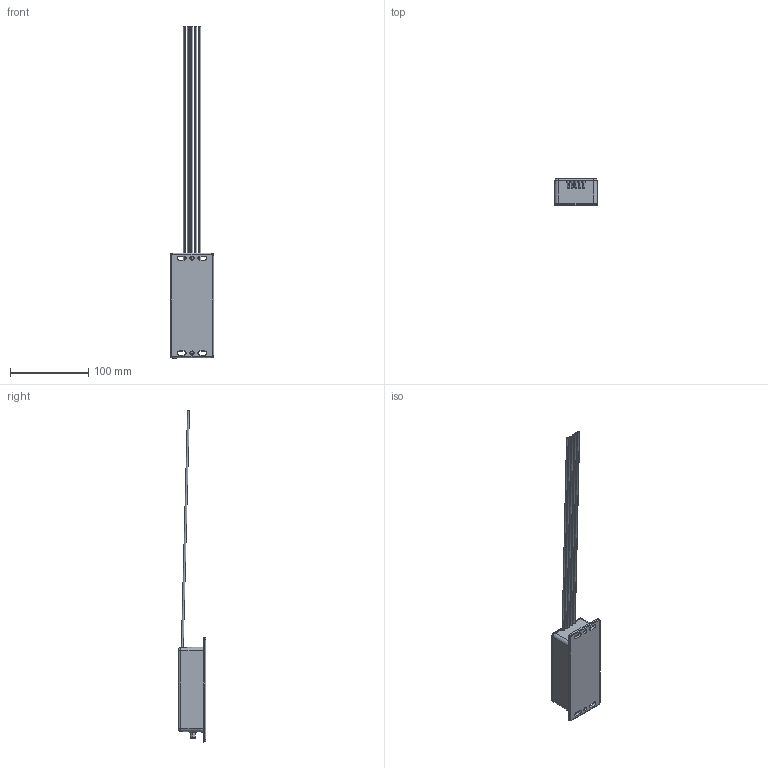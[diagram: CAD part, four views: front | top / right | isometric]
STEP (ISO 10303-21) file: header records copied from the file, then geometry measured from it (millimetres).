
FILE_DESCRIPTION (( 'STEP AP203' ), '1' );
FILE_NAME ('LP150-REF-102616-ASSEMBLY.STEP', '2016-10-26T19:28:11', ( '' ), ( '' ), 'SwSTEP 2.0', 'SolidWorks 2016', '' );
FILE_SCHEMA (( 'CONFIG_CONTROL_DESIGN' ));
Length unit declared in the file: inch
Products named in the file (1): LP150-REF-102616-ASSEMBLY
Bounding box: 55.24 x 34.92 x 424.06 mm (x, y, z)
Surface area: 44238.5 mm2 (no closed solid volume)
Topology: 0 solids, 10 shells, 165 faces, 426 edges, 279 vertices
Faces by surface type: plane 58, cylinder 52, cone 30, bspline 13, torus 12
Entity records: 6817 total; most frequent: CARTESIAN_POINT 2870, DIRECTION 781, ORIENTED_EDGE 751, EDGE_CURVE 426, AXIS2_PLACEMENT_3D 280, VERTEX_POINT 279, LINE 221, VECTOR 221
